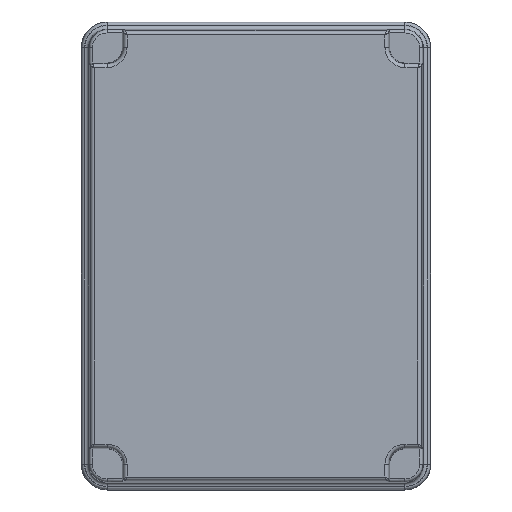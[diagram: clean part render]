
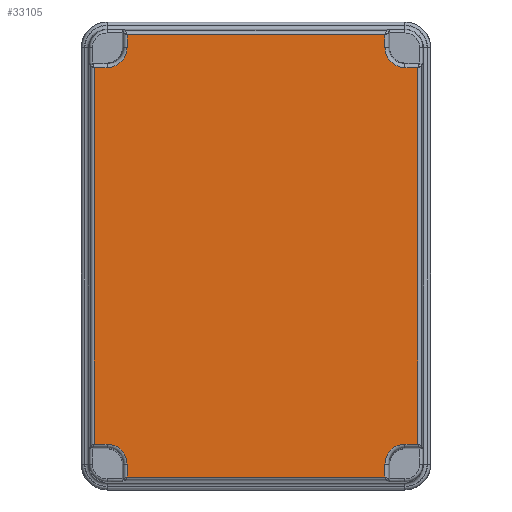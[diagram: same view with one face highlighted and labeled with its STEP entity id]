
A CAD part, top view. The second image highlights one B-rep face of the part: STEP entity #33105.
In plain terms, the highlighted planar face has unit normal (0, 0, 1).
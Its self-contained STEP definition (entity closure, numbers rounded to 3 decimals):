
#30099=DIRECTION('',(-1.,0.,0.));
#30100=VECTOR('',#30099,173.87);
#30101=CARTESIAN_POINT('',(86.935,149.154,49.5));
#30102=LINE('',#30101,#30100);
#30107=DIRECTION('',(-1.,0.,0.));
#30108=VECTOR('',#30107,173.87);
#30109=CARTESIAN_POINT('',(86.935,-149.154,49.5));
#30110=LINE('',#30109,#30108);
#30111=CARTESIAN_POINT('',(-100.4,-140.4,49.5));
#30112=DIRECTION('',(0.,0.,1.));
#30113=DIRECTION('',(1.,0.,0.));
#30114=AXIS2_PLACEMENT_3D('',#30111,#30112,#30113);
#30116=DIRECTION('',(0.,-1.,0.));
#30117=VECTOR('',#30116,253.87);
#30118=CARTESIAN_POINT('',(-109.154,126.935,49.5));
#30119=LINE('',#30118,#30117);
#30120=CARTESIAN_POINT('',(-100.4,140.4,49.5));
#30121=DIRECTION('',(0.,0.,-1.));
#30122=DIRECTION('',(1.,0.,0.));
#30123=AXIS2_PLACEMENT_3D('',#30120,#30121,#30122);
#30125=CARTESIAN_POINT('',(100.4,140.4,49.5));
#30126=DIRECTION('',(0.,0.,1.));
#30127=DIRECTION('',(-1.,0.,0.));
#30128=AXIS2_PLACEMENT_3D('',#30125,#30126,#30127);
#30130=DIRECTION('',(0.,-1.,0.));
#30131=VECTOR('',#30130,253.87);
#30132=CARTESIAN_POINT('',(109.154,126.935,49.5));
#30133=LINE('',#30132,#30131);
#30134=CARTESIAN_POINT('',(100.4,-140.4,49.5));
#30135=DIRECTION('',(0.,0.,-1.));
#30136=DIRECTION('',(-1.,0.,0.));
#30137=AXIS2_PLACEMENT_3D('',#30134,#30135,#30136);
#30295=CARTESIAN_POINT('',(-109.154,-126.935,49.5));
#30315=CARTESIAN_POINT('',(-109.154,126.935,49.5));
#30347=DIRECTION('',(1.,0.,0.));
#30348=VECTOR('',#30347,8.754);
#30349=CARTESIAN_POINT('',(-109.154,-126.935,49.5));
#30350=LINE('',#30349,#30348);
#30374=DIRECTION('',(0.,-1.,0.));
#30375=VECTOR('',#30374,8.754);
#30376=CARTESIAN_POINT('',(-86.935,-140.4,49.5));
#30377=LINE('',#30376,#30375);
#30394=CARTESIAN_POINT('',(-86.935,-149.154,49.5));
#30523=DIRECTION('',(1.,0.,0.));
#30524=VECTOR('',#30523,8.754);
#30525=CARTESIAN_POINT('',(-109.154,126.935,49.5));
#30526=LINE('',#30525,#30524);
#30566=DIRECTION('',(0.,1.,0.));
#30567=VECTOR('',#30566,8.754);
#30568=CARTESIAN_POINT('',(-86.935,140.4,49.5));
#30569=LINE('',#30568,#30567);
#30570=CARTESIAN_POINT('',(-86.935,149.154,49.5));
#30788=CARTESIAN_POINT('',(109.154,126.935,49.5));
#30808=CARTESIAN_POINT('',(109.154,-126.935,49.5));
#30853=DIRECTION('',(-1.,0.,0.));
#30854=VECTOR('',#30853,8.754);
#30855=CARTESIAN_POINT('',(109.154,126.935,49.5));
#30856=LINE('',#30855,#30854);
#30880=DIRECTION('',(0.,1.,0.));
#30881=VECTOR('',#30880,8.754);
#30882=CARTESIAN_POINT('',(86.935,140.4,49.5));
#30883=LINE('',#30882,#30881);
#31022=CARTESIAN_POINT('',(86.935,149.154,49.5));
#31054=DIRECTION('',(-1.,0.,0.));
#31055=VECTOR('',#31054,8.754);
#31056=CARTESIAN_POINT('',(109.154,-126.935,49.5));
#31057=LINE('',#31056,#31055);
#31097=DIRECTION('',(0.,-1.,0.));
#31098=VECTOR('',#31097,8.754);
#31099=CARTESIAN_POINT('',(86.935,-140.4,49.5));
#31100=LINE('',#31099,#31098);
#31101=CARTESIAN_POINT('',(86.935,-149.154,49.5));
#31619=VERTEX_POINT('',#31101);
#31620=CARTESIAN_POINT('',(86.935,-140.4,49.5));
#31622=VERTEX_POINT('',#31620);
#31626=CARTESIAN_POINT('',(100.4,-126.935,49.5));
#31627=VERTEX_POINT('',#31626);
#31648=VERTEX_POINT('',#30808);
#31741=VERTEX_POINT('',#31022);
#31742=CARTESIAN_POINT('',(86.935,140.4,49.5));
#31744=VERTEX_POINT('',#31742);
#31748=CARTESIAN_POINT('',(100.4,126.935,49.5));
#31749=VERTEX_POINT('',#31748);
#31770=VERTEX_POINT('',#30788);
#31863=VERTEX_POINT('',#30394);
#31864=CARTESIAN_POINT('',(-86.935,-140.4,49.5));
#31866=VERTEX_POINT('',#31864);
#31870=CARTESIAN_POINT('',(-100.4,-126.935,49.5));
#31871=VERTEX_POINT('',#31870);
#31892=VERTEX_POINT('',#30295);
#31985=VERTEX_POINT('',#30570);
#31986=CARTESIAN_POINT('',(-86.935,140.4,49.5));
#31988=VERTEX_POINT('',#31986);
#31992=CARTESIAN_POINT('',(-100.4,126.935,49.5));
#31993=VERTEX_POINT('',#31992);
#32014=VERTEX_POINT('',#30315);
#33067=CARTESIAN_POINT('',(0.,0.,49.5));
#33068=DIRECTION('',(0.,0.,1.));
#33069=DIRECTION('',(1.,0.,0.));
#33070=AXIS2_PLACEMENT_3D('',#33067,#33068,#33069);
#33071=PLANE('',#33070);
#33073=ORIENTED_EDGE('',*,*,#33072,.T.);
#33075=ORIENTED_EDGE('',*,*,#33074,.F.);
#33077=ORIENTED_EDGE('',*,*,#33076,.T.);
#33079=ORIENTED_EDGE('',*,*,#33078,.F.);
#33081=ORIENTED_EDGE('',*,*,#33080,.F.);
#33083=ORIENTED_EDGE('',*,*,#33082,.T.);
#33085=ORIENTED_EDGE('',*,*,#33084,.F.);
#33087=ORIENTED_EDGE('',*,*,#33086,.T.);
#33088=ORIENTED_EDGE('',*,*,#33057,.F.);
#33090=ORIENTED_EDGE('',*,*,#33089,.F.);
#33092=ORIENTED_EDGE('',*,*,#33091,.T.);
#33094=ORIENTED_EDGE('',*,*,#33093,.F.);
#33096=ORIENTED_EDGE('',*,*,#33095,.T.);
#33098=ORIENTED_EDGE('',*,*,#33097,.T.);
#33100=ORIENTED_EDGE('',*,*,#33099,.F.);
#33102=ORIENTED_EDGE('',*,*,#33101,.T.);
#33103=EDGE_LOOP('',(#33073,#33075,#33077,#33079,#33081,#33083,#33085,#33087,
#33088,#33090,#33092,#33094,#33096,#33098,#33100,#33102));
#33104=FACE_OUTER_BOUND('',#33103,.F.);
#33105=ADVANCED_FACE('',(#33104),#33071,.T.);
#30115=CIRCLE('',#30114,13.465);
#30124=CIRCLE('',#30123,13.465);
#30129=CIRCLE('',#30128,13.465);
#30138=CIRCLE('',#30137,13.465);
#33057=EDGE_CURVE('',#31741,#31985,#30102,.T.);
#33072=EDGE_CURVE('',#31619,#31863,#30110,.T.);
#33074=EDGE_CURVE('',#31866,#31863,#30377,.T.);
#33076=EDGE_CURVE('',#31866,#31871,#30115,.T.);
#33078=EDGE_CURVE('',#31892,#31871,#30350,.T.);
#33080=EDGE_CURVE('',#32014,#31892,#30119,.T.);
#33082=EDGE_CURVE('',#32014,#31993,#30526,.T.);
#33084=EDGE_CURVE('',#31988,#31993,#30124,.T.);
#33086=EDGE_CURVE('',#31988,#31985,#30569,.T.);
#33089=EDGE_CURVE('',#31744,#31741,#30883,.T.);
#33091=EDGE_CURVE('',#31744,#31749,#30129,.T.);
#33093=EDGE_CURVE('',#31770,#31749,#30856,.T.);
#33095=EDGE_CURVE('',#31770,#31648,#30133,.T.);
#33097=EDGE_CURVE('',#31648,#31627,#31057,.T.);
#33099=EDGE_CURVE('',#31622,#31627,#30138,.T.);
#33101=EDGE_CURVE('',#31622,#31619,#31100,.T.);
